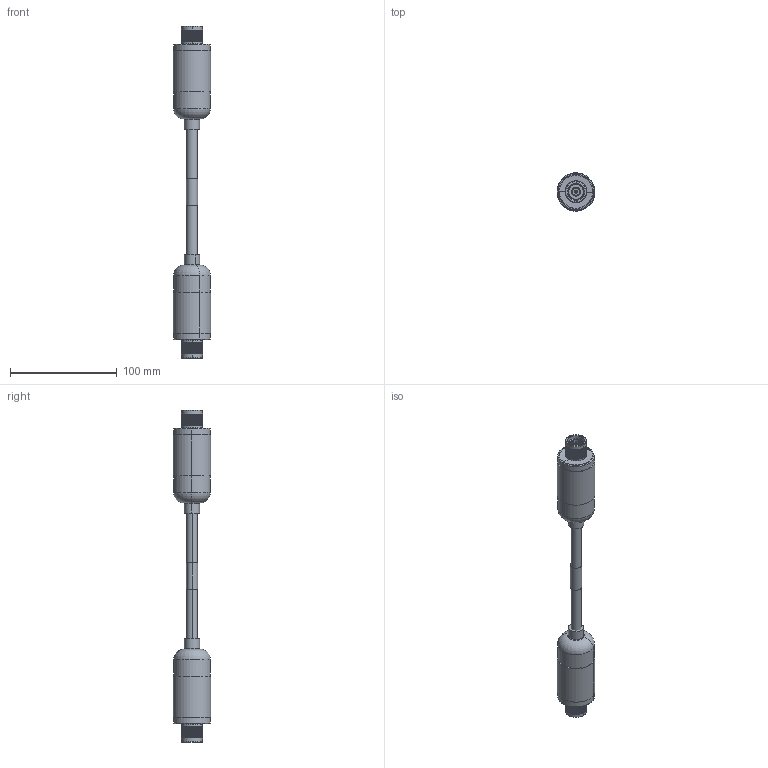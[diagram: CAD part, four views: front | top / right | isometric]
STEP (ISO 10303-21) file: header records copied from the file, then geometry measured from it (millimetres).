
FILE_DESCRIPTION (( 'STEP AP214' ), '1' );
FILE_NAME ('FMCA100309LF-WP_3D.step', '2024-11-14T23:33:11', ( '' ), ( '' ), 'SwSTEP 2.0', 'SolidWorks 2022', '' );
FILE_SCHEMA (( 'AUTOMOTIVE_DESIGN' ));
Length unit declared in the file: inch
Products named in the file (5): PE4550 ¦ SC9116; PECB007; LMR-400_10-INCH LENGTH; FMCA100309LF-WP_3D; 1AW01-003_.405 id x 1.00 lg
Assembly tree (6 placements, depth 2):
  FMCA100309LF-WP_3D
    LMR-400_10-INCH LENGTH
    PE4550 ¦ SC9116  x2
    1AW01-003_.405 id x 1.00 lg
    PECB007  x2
Bounding box: 35.53 x 35.53 x 311.61 mm (x, y, z)
Volume: 147248.1 mm3; surface area: 44895.2 mm2
Topology: 8 solids, 8 shells, 5530 faces, 11598 edges, 6106 vertices
Faces by surface type: bspline 4326, cylinder 1068, plane 70, cone 50, torus 16
Entity records: 104825 total; most frequent: CARTESIAN_POINT 69370, ORIENTED_EDGE 11616, EDGE_CURVE 5808, VERTEX_POINT 3059, EDGE_LOOP 2787, FACE_OUTER_BOUND 2770, ADVANCED_FACE 2770, B_SPLINE_CURVE_WITH_KNOTS 2537
